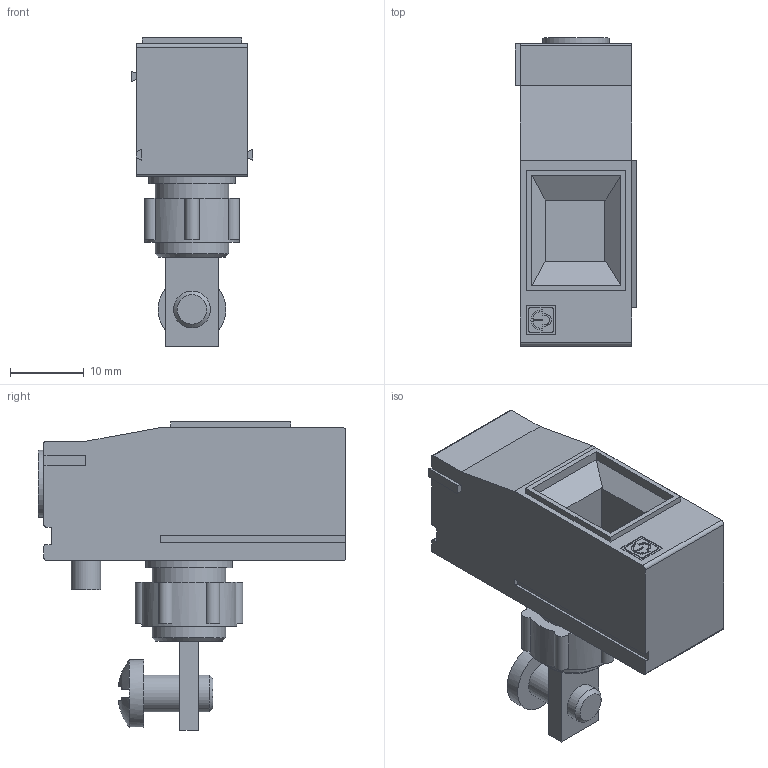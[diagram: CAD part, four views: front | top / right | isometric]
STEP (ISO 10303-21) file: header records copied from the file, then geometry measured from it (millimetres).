
FILE_DESCRIPTION(('STEP AP214'),'1');
FILE_NAME('MPT2515.stp','2024-02-19T09:49:00',(' '),(' '),'Spatial InterOp 3D',' ',' ');
FILE_SCHEMA(('AUTOMOTIVE_DESIGN { 1 0 10303 214 1 1 1 1 }'));
Length unit declared in the file: metre
Products named in the file (1): 1708334466
Bounding box: 16.5 x 41.8 x 41.9 mm (x, y, z)
Volume: 11233.3 mm3; surface area: 5420.7 mm2
Topology: 1 solids, 1 shells, 192 faces, 491 edges, 321 vertices
Faces by surface type: plane 143, cylinder 40, cone 7, sphere 2
Full cylindrical faces by diameter (mm): 4 x1, 5 x2, 7.2 x1, 7.5 x1, 9.1 x1, 9.2 x1, 10 x2, 10.25 x1, 10.8 x1, 11.8 x1, 12.9 x1
Entity records: 7249 total; most frequent: CARTESIAN_POINT 1103, ORIENTED_EDGE 938, DIRECTION 926, EDGE_CURVE 469, LINE 322, VECTOR 322, VERTEX_POINT 315, AXIS2_PLACEMENT_3D 302
